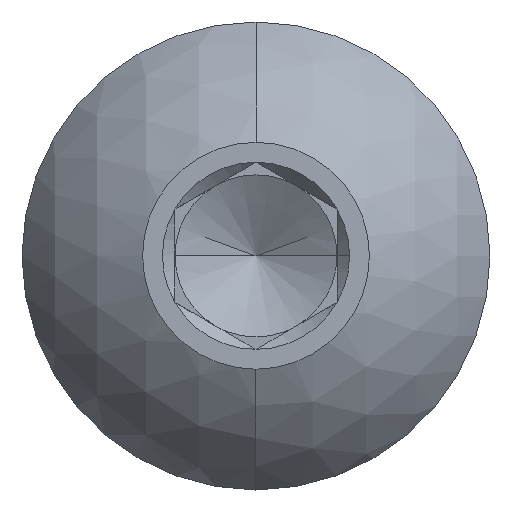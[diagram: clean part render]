
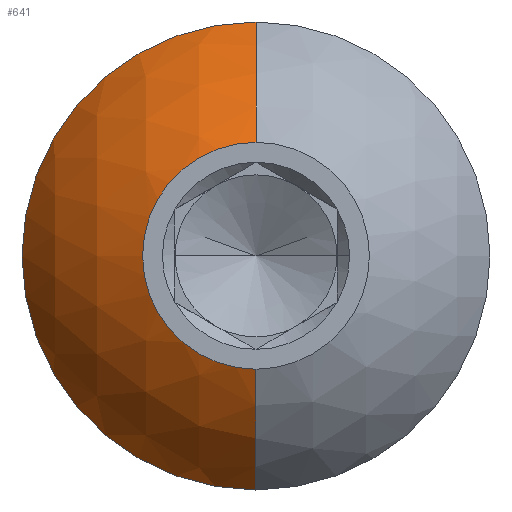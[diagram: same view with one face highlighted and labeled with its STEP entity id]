
A CAD part, top view. The second image highlights one B-rep face of the part: STEP entity #641.
In plain terms, the highlighted spherical face has radius 5.246 mm.
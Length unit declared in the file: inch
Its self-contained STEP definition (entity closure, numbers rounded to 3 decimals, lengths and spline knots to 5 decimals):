
#6 = DIRECTION ( 'NONE',  ( 0., 0., 1. ) ) ;
#21 = DIRECTION ( 'NONE',  ( 1., 0., 0. ) ) ;
#38 = ORIENTED_EDGE ( 'NONE', *, *, #476, .F. ) ;
#55 = ORIENTED_EDGE ( 'NONE', *, *, #158, .T. ) ;
#74 = AXIS2_PLACEMENT_3D ( 'NONE', #89, #377, #21 ) ;
#80 = CARTESIAN_POINT ( 'NONE',  ( 0., -0.0875, 0.9255 ) ) ;
#82 = DIRECTION ( 'NONE',  ( 1., 0., 0. ) ) ;
#89 = CARTESIAN_POINT ( 'NONE',  ( 0., 0., 0.83879 ) ) ;
#106 = ORIENTED_EDGE ( 'NONE', *, *, #459, .T. ) ;
#144 = CIRCLE ( 'NONE', #391, 0.20652 ) ;
#154 = EDGE_LOOP ( 'NONE', ( #882, #106, #38, #452, #55 ) ) ;
#155 = DIRECTION ( 'NONE',  ( 0., 0., -1. ) ) ;
#158 = EDGE_CURVE ( 'NONE', #327, #396, #177, .T. ) ;
#177 = CIRCLE ( 'NONE', #550, 0.1805 ) ;
#186 = DIRECTION ( 'NONE',  ( 0., -1., 0. ) ) ;
#214 = CARTESIAN_POINT ( 'NONE',  ( 0., 0., 0.9255 ) ) ;
#217 = VERTEX_POINT ( 'NONE', #80 ) ;
#239 = AXIS2_PLACEMENT_3D ( 'NONE', #214, #6, #82 ) ;
#245 = CARTESIAN_POINT ( 'NONE',  ( 0., -0.1805, 0.83879 ) ) ;
#255 = VERTEX_POINT ( 'NONE', #245 ) ;
#292 = AXIS2_PLACEMENT_3D ( 'NONE', #743, #384, #608 ) ;
#319 = AXIS2_PLACEMENT_3D ( 'NONE', #792, #573, #155 ) ;
#324 = DIRECTION ( 'NONE',  ( -1., 0., 0. ) ) ;
#327 = VERTEX_POINT ( 'NONE', #689 ) ;
#348 = CARTESIAN_POINT ( 'NONE',  ( -0.1805, 0., 0.83879 ) ) ;
#373 = DIRECTION ( 'NONE',  ( 1., 0., 0. ) ) ;
#377 = DIRECTION ( 'NONE',  ( 0., 0., 1. ) ) ;
#384 = DIRECTION ( 'NONE',  ( -1., 0., 0. ) ) ;
#391 = AXIS2_PLACEMENT_3D ( 'NONE', #626, #324, #186 ) ;
#396 = VERTEX_POINT ( 'NONE', #348 ) ;
#452 = ORIENTED_EDGE ( 'NONE', *, *, #561, .F. ) ;
#457 = FACE_OUTER_BOUND ( 'NONE', #154, .T. ) ;
#459 = EDGE_CURVE ( 'NONE', #255, #217, #144, .T. ) ;
#461 = CIRCLE ( 'NONE', #74, 0.1805 ) ;
#476 = EDGE_CURVE ( 'NONE', #752, #217, #505, .T. ) ;
#484 = CARTESIAN_POINT ( 'NONE',  ( 0., 0.0875, 0.9255 ) ) ;
#505 = CIRCLE ( 'NONE', #239, 0.0875 ) ;
#550 = AXIS2_PLACEMENT_3D ( 'NONE', #583, #860, #373 ) ;
#561 = EDGE_CURVE ( 'NONE', #327, #752, #566, .T. ) ;
#566 = CIRCLE ( 'NONE', #319, 0.20652 ) ;
#573 = DIRECTION ( 'NONE',  ( 1., 0., 0. ) ) ;
#583 = CARTESIAN_POINT ( 'NONE',  ( 0., 0., 0.83879 ) ) ;
#608 = DIRECTION ( 'NONE',  ( 0., 1., 0. ) ) ;
#626 = CARTESIAN_POINT ( 'NONE',  ( 0., 0., 0.73843 ) ) ;
#641 = ADVANCED_FACE ( 'NONE', ( #457 ), #739, .T. ) ;
#680 = EDGE_CURVE ( 'NONE', #396, #255, #461, .T. ) ;
#689 = CARTESIAN_POINT ( 'NONE',  ( 0., 0.1805, 0.83879 ) ) ;
#739 = SPHERICAL_SURFACE ( 'NONE', #292, 0.20652 ) ;
#743 = CARTESIAN_POINT ( 'NONE',  ( 0., 0., 0.73843 ) ) ;
#752 = VERTEX_POINT ( 'NONE', #484 ) ;
#792 = CARTESIAN_POINT ( 'NONE',  ( 0., 0., 0.73843 ) ) ;
#860 = DIRECTION ( 'NONE',  ( 0., 0., 1. ) ) ;
#882 = ORIENTED_EDGE ( 'NONE', *, *, #680, .T. ) ;
